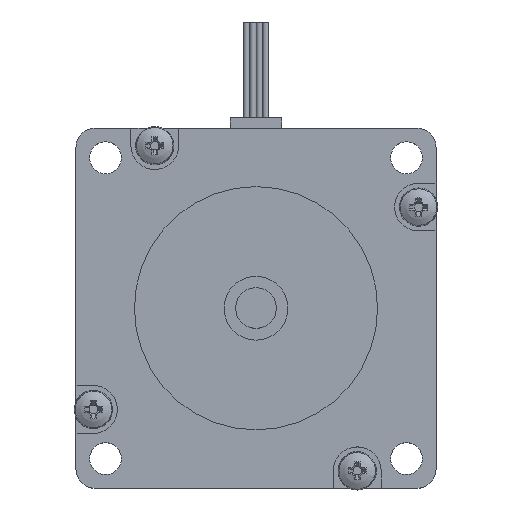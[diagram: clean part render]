
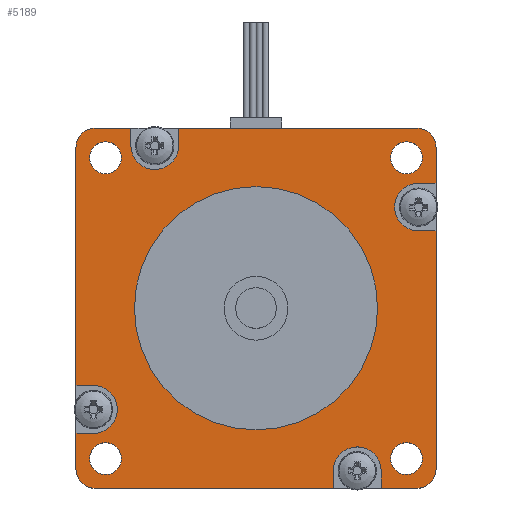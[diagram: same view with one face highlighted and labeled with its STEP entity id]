
A CAD part, top view. The second image highlights one B-rep face of the part: STEP entity #5189.
In plain terms, the highlighted planar face has unit normal (0, 0, 1).
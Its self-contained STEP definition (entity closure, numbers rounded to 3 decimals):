
#176=LINE('',#7835,#542);
#180=LINE('',#7847,#546);
#185=LINE('',#7858,#551);
#189=LINE('',#7870,#555);
#194=LINE('',#7881,#560);
#198=LINE('',#7893,#564);
#201=LINE('',#7899,#567);
#202=LINE('',#7903,#568);
#203=LINE('',#7905,#569);
#204=LINE('',#7909,#570);
#205=LINE('',#7911,#571);
#206=LINE('',#7914,#572);
#207=LINE('',#7916,#573);
#208=LINE('',#7919,#574);
#209=LINE('',#7921,#575);
#210=LINE('',#7924,#576);
#542=VECTOR('',#6190,10.);
#546=VECTOR('',#6202,10.);
#551=VECTOR('',#6211,10.);
#555=VECTOR('',#6223,10.);
#560=VECTOR('',#6232,10.);
#564=VECTOR('',#6244,10.);
#567=VECTOR('',#6251,10.);
#568=VECTOR('',#6254,10.);
#569=VECTOR('',#6255,10.);
#570=VECTOR('',#6258,10.);
#571=VECTOR('',#6259,10.);
#572=VECTOR('',#6262,10.);
#573=VECTOR('',#6263,10.);
#574=VECTOR('',#6266,10.);
#575=VECTOR('',#6267,10.);
#576=VECTOR('',#6270,10.);
#916=PLANE('',#5542);
#1074=FACE_BOUND('',#1488,.T.);
#1075=FACE_BOUND('',#1489,.T.);
#1076=FACE_BOUND('',#1490,.T.);
#1077=FACE_BOUND('',#1491,.T.);
#1078=FACE_BOUND('',#1492,.T.);
#1158=FACE_OUTER_BOUND('',#1487,.T.);
#1487=EDGE_LOOP('',(#3485,#3486,#3487,#3488,#3489,#3490,#3491,#3492,#3493,
#3494,#3495,#3496,#3497,#3498,#3499,#3500,#3501,#3502,#3503,#3504,#3505,
#3506,#3507,#3508));
#1488=EDGE_LOOP('',(#3509));
#1489=EDGE_LOOP('',(#3510));
#1490=EDGE_LOOP('',(#3511));
#1491=EDGE_LOOP('',(#3512));
#1492=EDGE_LOOP('',(#3513));
#1865=CIRCLE('',#5527,3.75);
#1867=CIRCLE('',#5533,3.75);
#1869=CIRCLE('',#5539,3.75);
#1870=CIRCLE('',#5543,3.);
#1871=CIRCLE('',#5544,3.75);
#1872=CIRCLE('',#5545,3.);
#1873=CIRCLE('',#5546,3.);
#1874=CIRCLE('',#5547,3.);
#1875=CIRCLE('',#5548,2.5);
#1876=CIRCLE('',#5549,2.5);
#1877=CIRCLE('',#5550,2.5);
#1878=CIRCLE('',#5551,2.5);
#1879=CIRCLE('',#5552,19.05);
#2172=VERTEX_POINT('',#7832);
#2173=VERTEX_POINT('',#7834);
#2175=VERTEX_POINT('',#7840);
#2177=VERTEX_POINT('',#7846);
#2180=VERTEX_POINT('',#7855);
#2181=VERTEX_POINT('',#7857);
#2183=VERTEX_POINT('',#7863);
#2185=VERTEX_POINT('',#7869);
#2188=VERTEX_POINT('',#7878);
#2189=VERTEX_POINT('',#7880);
#2191=VERTEX_POINT('',#7886);
#2193=VERTEX_POINT('',#7892);
#2194=VERTEX_POINT('',#7898);
#2195=VERTEX_POINT('',#7900);
#2196=VERTEX_POINT('',#7902);
#2197=VERTEX_POINT('',#7904);
#2198=VERTEX_POINT('',#7906);
#2199=VERTEX_POINT('',#7908);
#2200=VERTEX_POINT('',#7910);
#2201=VERTEX_POINT('',#7912);
#2202=VERTEX_POINT('',#7915);
#2203=VERTEX_POINT('',#7917);
#2204=VERTEX_POINT('',#7920);
#2205=VERTEX_POINT('',#7922);
#2206=VERTEX_POINT('',#7925);
#2207=VERTEX_POINT('',#7927);
#2208=VERTEX_POINT('',#7929);
#2209=VERTEX_POINT('',#7931);
#2210=VERTEX_POINT('',#7933);
#2682=EDGE_CURVE('',#2173,#2172,#176,.T.);
#2685=EDGE_CURVE('',#2175,#2173,#1865,.T.);
#2688=EDGE_CURVE('',#2177,#2175,#180,.T.);
#2693=EDGE_CURVE('',#2181,#2180,#185,.T.);
#2696=EDGE_CURVE('',#2183,#2181,#1867,.T.);
#2699=EDGE_CURVE('',#2185,#2183,#189,.T.);
#2704=EDGE_CURVE('',#2189,#2188,#194,.T.);
#2707=EDGE_CURVE('',#2191,#2189,#1869,.T.);
#2710=EDGE_CURVE('',#2193,#2191,#198,.T.);
#2713=EDGE_CURVE('',#2194,#2172,#201,.T.);
#2714=EDGE_CURVE('',#2195,#2194,#1870,.T.);
#2715=EDGE_CURVE('',#2196,#2195,#202,.T.);
#2716=EDGE_CURVE('',#2196,#2197,#203,.T.);
#2717=EDGE_CURVE('',#2197,#2198,#1871,.T.);
#2718=EDGE_CURVE('',#2198,#2199,#204,.T.);
#2719=EDGE_CURVE('',#2200,#2199,#205,.T.);
#2720=EDGE_CURVE('',#2201,#2200,#1872,.T.);
#2721=EDGE_CURVE('',#2193,#2201,#206,.T.);
#2722=EDGE_CURVE('',#2202,#2188,#207,.T.);
#2723=EDGE_CURVE('',#2203,#2202,#1873,.T.);
#2724=EDGE_CURVE('',#2185,#2203,#208,.T.);
#2725=EDGE_CURVE('',#2204,#2180,#209,.T.);
#2726=EDGE_CURVE('',#2205,#2204,#1874,.T.);
#2727=EDGE_CURVE('',#2177,#2205,#210,.T.);
#2728=EDGE_CURVE('',#2206,#2206,#1875,.T.);
#2729=EDGE_CURVE('',#2207,#2207,#1876,.T.);
#2730=EDGE_CURVE('',#2208,#2208,#1877,.T.);
#2731=EDGE_CURVE('',#2209,#2209,#1878,.T.);
#2732=EDGE_CURVE('',#2210,#2210,#1879,.T.);
#3485=ORIENTED_EDGE('',*,*,#2688,.T.);
#3486=ORIENTED_EDGE('',*,*,#2685,.T.);
#3487=ORIENTED_EDGE('',*,*,#2682,.T.);
#3488=ORIENTED_EDGE('',*,*,#2713,.F.);
#3489=ORIENTED_EDGE('',*,*,#2714,.F.);
#3490=ORIENTED_EDGE('',*,*,#2715,.F.);
#3491=ORIENTED_EDGE('',*,*,#2716,.T.);
#3492=ORIENTED_EDGE('',*,*,#2717,.T.);
#3493=ORIENTED_EDGE('',*,*,#2718,.T.);
#3494=ORIENTED_EDGE('',*,*,#2719,.F.);
#3495=ORIENTED_EDGE('',*,*,#2720,.F.);
#3496=ORIENTED_EDGE('',*,*,#2721,.F.);
#3497=ORIENTED_EDGE('',*,*,#2710,.T.);
#3498=ORIENTED_EDGE('',*,*,#2707,.T.);
#3499=ORIENTED_EDGE('',*,*,#2704,.T.);
#3500=ORIENTED_EDGE('',*,*,#2722,.F.);
#3501=ORIENTED_EDGE('',*,*,#2723,.F.);
#3502=ORIENTED_EDGE('',*,*,#2724,.F.);
#3503=ORIENTED_EDGE('',*,*,#2699,.T.);
#3504=ORIENTED_EDGE('',*,*,#2696,.T.);
#3505=ORIENTED_EDGE('',*,*,#2693,.T.);
#3506=ORIENTED_EDGE('',*,*,#2725,.F.);
#3507=ORIENTED_EDGE('',*,*,#2726,.F.);
#3508=ORIENTED_EDGE('',*,*,#2727,.F.);
#3509=ORIENTED_EDGE('',*,*,#2728,.T.);
#3510=ORIENTED_EDGE('',*,*,#2729,.T.);
#3511=ORIENTED_EDGE('',*,*,#2730,.T.);
#3512=ORIENTED_EDGE('',*,*,#2731,.T.);
#3513=ORIENTED_EDGE('',*,*,#2732,.T.);
#5189=ADVANCED_FACE('',(#1158,#1074,#1075,#1076,#1077,#1078),#916,.T.);
#5527=AXIS2_PLACEMENT_3D('',#7841,#6196,#6197);
#5533=AXIS2_PLACEMENT_3D('',#7864,#6217,#6218);
#5539=AXIS2_PLACEMENT_3D('',#7887,#6238,#6239);
#5542=AXIS2_PLACEMENT_3D('',#7897,#6249,#6250);
#5543=AXIS2_PLACEMENT_3D('',#7901,#6252,#6253);
#5544=AXIS2_PLACEMENT_3D('',#7907,#6256,#6257);
#5545=AXIS2_PLACEMENT_3D('',#7913,#6260,#6261);
#5546=AXIS2_PLACEMENT_3D('',#7918,#6264,#6265);
#5547=AXIS2_PLACEMENT_3D('',#7923,#6268,#6269);
#5548=AXIS2_PLACEMENT_3D('',#7926,#6271,#6272);
#5549=AXIS2_PLACEMENT_3D('',#7928,#6273,#6274);
#5550=AXIS2_PLACEMENT_3D('',#7930,#6275,#6276);
#5551=AXIS2_PLACEMENT_3D('',#7932,#6277,#6278);
#5552=AXIS2_PLACEMENT_3D('',#7934,#6279,#6280);
#6190=DIRECTION('',(-1.,0.,0.));
#6196=DIRECTION('center_axis',(0.,0.,-1.));
#6197=DIRECTION('ref_axis',(0.,-1.,0.));
#6202=DIRECTION('',(1.,0.,0.));
#6211=DIRECTION('',(0.,1.,0.));
#6217=DIRECTION('center_axis',(0.,0.,-1.));
#6218=DIRECTION('ref_axis',(-1.,0.,0.));
#6223=DIRECTION('',(0.,-1.,0.));
#6232=DIRECTION('',(1.,0.,0.));
#6238=DIRECTION('center_axis',(0.,0.,-1.));
#6239=DIRECTION('ref_axis',(0.,1.,0.));
#6244=DIRECTION('',(-1.,0.,0.));
#6249=DIRECTION('center_axis',(0.,0.,1.));
#6250=DIRECTION('ref_axis',(1.,0.,0.));
#6251=DIRECTION('',(0.,1.,0.));
#6252=DIRECTION('center_axis',(0.,0.,-1.));
#6253=DIRECTION('ref_axis',(-0.707,-0.707,0.));
#6254=DIRECTION('',(-1.,0.,0.));
#6255=DIRECTION('',(0.,1.,0.));
#6256=DIRECTION('center_axis',(0.,0.,-1.));
#6257=DIRECTION('ref_axis',(1.,0.,0.));
#6258=DIRECTION('',(0.,-1.,0.));
#6259=DIRECTION('',(-1.,0.,0.));
#6260=DIRECTION('center_axis',(0.,0.,-1.));
#6261=DIRECTION('ref_axis',(0.707,-0.707,0.));
#6262=DIRECTION('',(0.,-1.,0.));
#6263=DIRECTION('',(0.,-1.,0.));
#6264=DIRECTION('center_axis',(0.,0.,-1.));
#6265=DIRECTION('ref_axis',(0.707,0.707,0.));
#6266=DIRECTION('',(1.,0.,0.));
#6267=DIRECTION('',(1.,0.,0.));
#6268=DIRECTION('center_axis',(0.,0.,-1.));
#6269=DIRECTION('ref_axis',(-0.707,0.707,0.));
#6270=DIRECTION('',(0.,1.,0.));
#6271=DIRECTION('center_axis',(0.,0.,-1.));
#6272=DIRECTION('ref_axis',(1.,0.,0.));
#6273=DIRECTION('center_axis',(0.,0.,-1.));
#6274=DIRECTION('ref_axis',(1.,0.,0.));
#6275=DIRECTION('center_axis',(0.,0.,-1.));
#6276=DIRECTION('ref_axis',(1.,0.,0.));
#6277=DIRECTION('center_axis',(0.,0.,-1.));
#6278=DIRECTION('ref_axis',(1.,0.,0.));
#6279=DIRECTION('center_axis',(0.,0.,-1.));
#6280=DIRECTION('ref_axis',(-1.,0.,0.));
#7832=CARTESIAN_POINT('',(-28.2,-19.603,4.7));
#7834=CARTESIAN_POINT('',(-25.469,-19.603,4.7));
#7835=CARTESIAN_POINT('',(-14.1,-19.603,4.7));
#7840=CARTESIAN_POINT('',(-25.469,-12.103,4.7));
#7841=CARTESIAN_POINT('Origin',(-25.469,-15.853,4.7));
#7846=CARTESIAN_POINT('',(-28.2,-12.103,4.7));
#7847=CARTESIAN_POINT('',(-12.735,-12.103,4.7));
#7855=CARTESIAN_POINT('',(-19.603,28.2,4.7));
#7857=CARTESIAN_POINT('',(-19.603,25.469,4.7));
#7858=CARTESIAN_POINT('',(-19.603,14.1,4.7));
#7863=CARTESIAN_POINT('',(-12.103,25.469,4.7));
#7864=CARTESIAN_POINT('Origin',(-15.853,25.469,4.7));
#7869=CARTESIAN_POINT('',(-12.103,28.2,4.7));
#7870=CARTESIAN_POINT('',(-12.103,12.735,4.7));
#7878=CARTESIAN_POINT('',(28.2,19.603,4.7));
#7880=CARTESIAN_POINT('',(25.469,19.603,4.7));
#7881=CARTESIAN_POINT('',(14.1,19.603,4.7));
#7886=CARTESIAN_POINT('',(25.469,12.103,4.7));
#7887=CARTESIAN_POINT('Origin',(25.469,15.853,4.7));
#7892=CARTESIAN_POINT('',(28.2,12.103,4.7));
#7893=CARTESIAN_POINT('',(12.735,12.103,4.7));
#7897=CARTESIAN_POINT('Origin',(0.,0.,
4.7));
#7898=CARTESIAN_POINT('',(-28.2,-25.2,4.7));
#7899=CARTESIAN_POINT('',(-28.2,-28.2,4.7));
#7900=CARTESIAN_POINT('',(-25.2,-28.2,4.7));
#7901=CARTESIAN_POINT('Origin',(-25.2,-25.2,4.7));
#7902=CARTESIAN_POINT('',(12.103,-28.2,4.7));
#7903=CARTESIAN_POINT('',(28.2,-28.2,4.7));
#7904=CARTESIAN_POINT('',(12.103,-25.469,4.7));
#7905=CARTESIAN_POINT('',(12.103,-12.735,4.7));
#7906=CARTESIAN_POINT('',(19.603,-25.469,4.7));
#7907=CARTESIAN_POINT('Origin',(15.853,-25.469,4.7));
#7908=CARTESIAN_POINT('',(19.603,-28.2,4.7));
#7909=CARTESIAN_POINT('',(19.603,-14.1,4.7));
#7910=CARTESIAN_POINT('',(25.2,-28.2,4.7));
#7911=CARTESIAN_POINT('',(28.2,-28.2,4.7));
#7912=CARTESIAN_POINT('',(28.2,-25.2,4.7));
#7913=CARTESIAN_POINT('Origin',(25.2,-25.2,4.7));
#7914=CARTESIAN_POINT('',(28.2,28.2,4.7));
#7915=CARTESIAN_POINT('',(28.2,25.2,4.7));
#7916=CARTESIAN_POINT('',(28.2,28.2,4.7));
#7917=CARTESIAN_POINT('',(25.2,28.2,4.7));
#7918=CARTESIAN_POINT('Origin',(25.2,25.2,4.7));
#7919=CARTESIAN_POINT('',(-28.2,28.2,4.7));
#7920=CARTESIAN_POINT('',(-25.2,28.2,4.7));
#7921=CARTESIAN_POINT('',(-28.2,28.2,4.7));
#7922=CARTESIAN_POINT('',(-28.2,25.2,4.7));
#7923=CARTESIAN_POINT('Origin',(-25.2,25.2,4.7));
#7924=CARTESIAN_POINT('',(-28.2,-28.2,4.7));
#7925=CARTESIAN_POINT('',(26.07,-23.57,4.7));
#7926=CARTESIAN_POINT('Origin',(23.57,-23.57,4.7));
#7927=CARTESIAN_POINT('',(26.07,23.57,4.7));
#7928=CARTESIAN_POINT('Origin',(23.57,23.57,4.7));
#7929=CARTESIAN_POINT('',(-21.07,-23.57,4.7));
#7930=CARTESIAN_POINT('Origin',(-23.57,-23.57,4.7));
#7931=CARTESIAN_POINT('',(-21.07,23.57,4.7));
#7932=CARTESIAN_POINT('Origin',(-23.57,23.57,4.7));
#7933=CARTESIAN_POINT('',(19.05,0.,4.7));
#7934=CARTESIAN_POINT('Origin',(0.,0.,
4.7));
